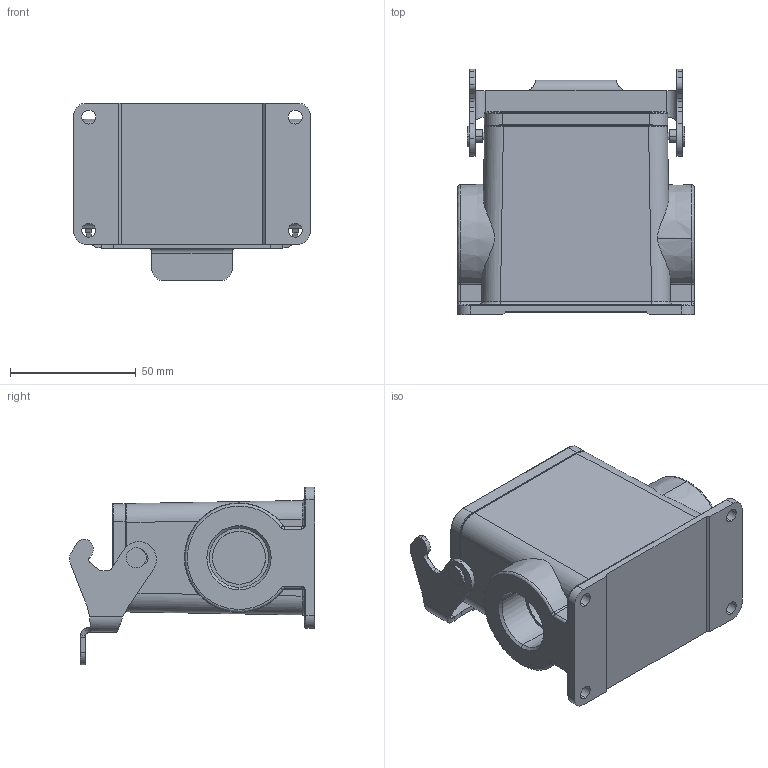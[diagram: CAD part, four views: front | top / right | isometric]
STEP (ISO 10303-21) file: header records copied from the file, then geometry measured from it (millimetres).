
FILE_DESCRIPTION (( 'STEP AP203' ), '1' );
FILE_NAME ('H10B-MSFH-1L_S-M25.STP', '2017-07-24T12:19:10', ( '微软用户' ), ( '微软中国' ), 'SwSTEP 2.0', 'SolidWorks 2012', '' );
FILE_SCHEMA (( 'CONFIG_CONTROL_DESIGN' ));
Length unit declared in the file: millimetre
Products named in the file (1): H10B-MSFH-1L_S-M25
Bounding box: 94 x 97.32 x 70.48 mm (x, y, z)
Volume: 143845.5 mm3; surface area: 54267.9 mm2
Topology: 1 solids, 1 shells, 348 faces, 889 edges, 560 vertices
Faces by surface type: cylinder 158, plane 119, bspline 42, cone 17, torus 12
Entity records: 14009 total; most frequent: CARTESIAN_POINT 5879, ORIENTED_EDGE 1778, DIRECTION 1575, EDGE_CURVE 889, AXIS2_PLACEMENT_3D 582, VERTEX_POINT 560, LINE 411, VECTOR 411
